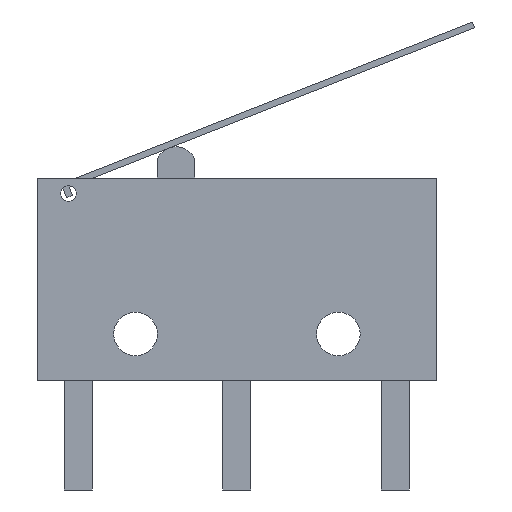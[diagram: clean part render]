
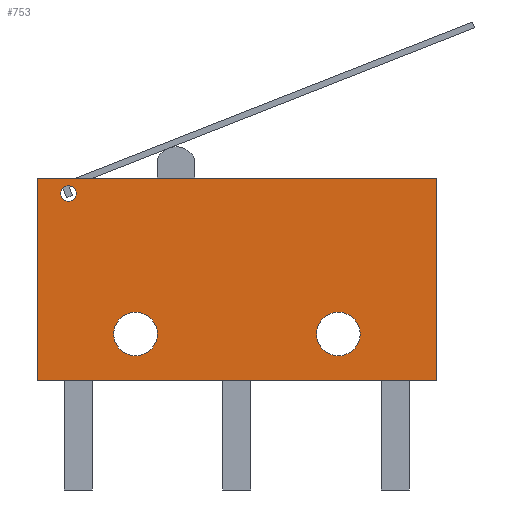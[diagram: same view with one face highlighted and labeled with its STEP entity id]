
A CAD part, front view. The second image highlights one B-rep face of the part: STEP entity #753.
In plain terms, the highlighted planar face has unit normal (0, -1, 0).
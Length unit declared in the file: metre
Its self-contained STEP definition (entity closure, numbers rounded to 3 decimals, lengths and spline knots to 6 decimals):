
#20=CIRCLE('',#949,0.00025);
#21=CIRCLE('',#950,0.0007);
#22=CIRCLE('',#951,0.0007);
#112=ORIENTED_EDGE('',*,*,#287,.F.);
#113=ORIENTED_EDGE('',*,*,#288,.F.);
#114=ORIENTED_EDGE('',*,*,#289,.F.);
#115=ORIENTED_EDGE('',*,*,#290,.F.);
#116=ORIENTED_EDGE('',*,*,#291,.F.);
#117=ORIENTED_EDGE('',*,*,#284,.T.);
#118=ORIENTED_EDGE('',*,*,#292,.T.);
#284=EDGE_CURVE('',#374,#373,#445,.T.);
#287=EDGE_CURVE('',#376,#376,#20,.T.);
#288=EDGE_CURVE('',#377,#377,#21,.T.);
#289=EDGE_CURVE('',#378,#378,#22,.T.);
#290=EDGE_CURVE('',#379,#380,#448,.T.);
#291=EDGE_CURVE('',#374,#379,#449,.T.);
#292=EDGE_CURVE('',#373,#380,#450,.T.);
#373=VERTEX_POINT('',#1262);
#374=VERTEX_POINT('',#1264);
#376=VERTEX_POINT('',#1270);
#377=VERTEX_POINT('',#1272);
#378=VERTEX_POINT('',#1274);
#379=VERTEX_POINT('',#1276);
#380=VERTEX_POINT('',#1277);
#445=LINE('',#1263,#533);
#448=LINE('',#1275,#536);
#449=LINE('',#1278,#537);
#450=LINE('',#1279,#538);
#533=VECTOR('',#1056,1.);
#536=VECTOR('',#1067,1.);
#537=VECTOR('',#1068,1.);
#538=VECTOR('',#1069,1.);
#603=EDGE_LOOP('',(#112));
#604=EDGE_LOOP('',(#113));
#605=EDGE_LOOP('',(#114));
#606=EDGE_LOOP('',(#115,#116,#117,#118));
#661=FACE_BOUND('',#603,.T.);
#662=FACE_BOUND('',#604,.T.);
#663=FACE_BOUND('',#605,.T.);
#664=FACE_BOUND('',#606,.T.);
#715=PLANE('',#948);
#753=ADVANCED_FACE('',(#661,#662,#663,#664),#715,.F.);
#948=AXIS2_PLACEMENT_3D('',#1268,#1059,#1060);
#949=AXIS2_PLACEMENT_3D('',#1269,#1061,#1062);
#950=AXIS2_PLACEMENT_3D('',#1271,#1063,#1064);
#951=AXIS2_PLACEMENT_3D('',#1273,#1065,#1066);
#1056=DIRECTION('',(0.,0.,-1.));
#1059=DIRECTION('',(0.,1.,0.));
#1060=DIRECTION('',(0.,0.,1.));
#1061=DIRECTION('',(0.,-1.,0.));
#1062=DIRECTION('',(0.,0.,-1.));
#1063=DIRECTION('',(0.,-1.,0.));
#1064=DIRECTION('',(0.,0.,-1.));
#1065=DIRECTION('',(0.,-1.,0.));
#1066=DIRECTION('',(0.,0.,-1.));
#1067=DIRECTION('',(0.,0.,-1.));
#1068=DIRECTION('',(1.,0.,0.));
#1069=DIRECTION('',(1.,0.,0.));
#1262=CARTESIAN_POINT('',(-0.0064,-0.0029,0.));
#1263=CARTESIAN_POINT('',(-0.0064,-0.0029,0.0065));
#1264=CARTESIAN_POINT('',(-0.0064,-0.0029,0.0065));
#1268=CARTESIAN_POINT('',(0.,-0.0029,0.0065));
#1269=CARTESIAN_POINT('',(-0.0054,-0.0029,0.006));
#1270=CARTESIAN_POINT('',(-0.0054,-0.0029,0.00575));
#1271=CARTESIAN_POINT('',(-0.00325,-0.0029,0.0015));
#1272=CARTESIAN_POINT('',(-0.00325,-0.0029,0.0008));
#1273=CARTESIAN_POINT('',(0.00325,-0.0029,0.0015));
#1274=CARTESIAN_POINT('',(0.00325,-0.0029,0.0008));
#1275=CARTESIAN_POINT('',(0.0064,-0.0029,0.0065));
#1276=CARTESIAN_POINT('',(0.0064,-0.0029,0.0065));
#1277=CARTESIAN_POINT('',(0.0064,-0.0029,0.));
#1278=CARTESIAN_POINT('',(0.,-0.0029,0.0065));
#1279=CARTESIAN_POINT('',(0.,-0.0029,0.));
